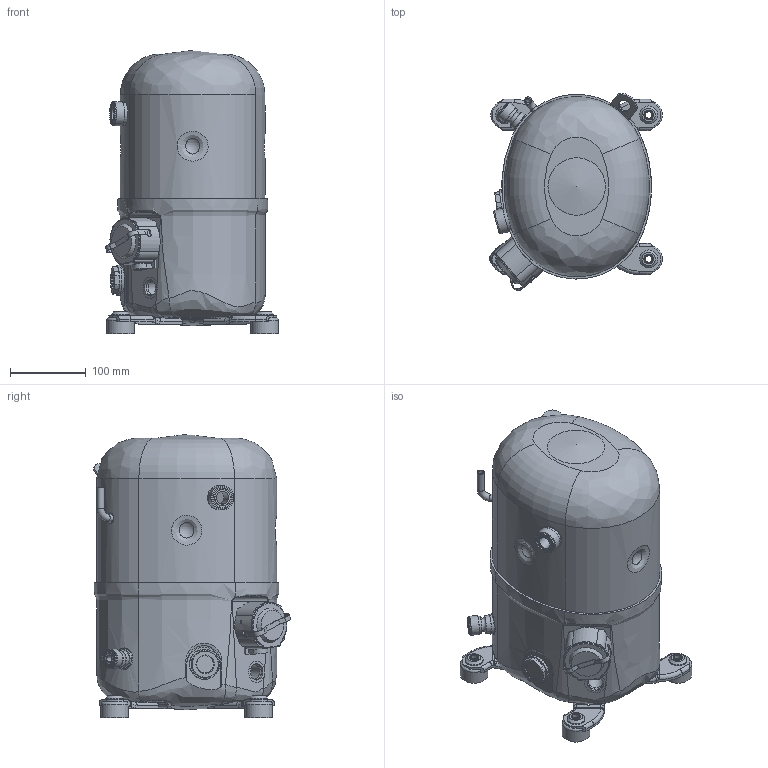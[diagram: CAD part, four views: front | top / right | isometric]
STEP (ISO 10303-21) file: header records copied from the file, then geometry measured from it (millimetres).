
FILE_DESCRIPTION(/* description */ (''),/* implementation_level */ '2;1');
FILE_NAME(/* name */ 'DCFH238_e-m.stp',/* time_stamp */ '2016-09-06T17:03:38+02:00',/* author */ (''),/* organization */ (''),/* preprocessor_version */ 'ST-DEVELOPER v14',/* originating_system */ 'SIEMENS PLM Software NX 8.0',/* authorisation */ '');
FILE_SCHEMA (('CONFIG_CONTROL_DESIGN'));
Length unit declared in the file: millimetre
Products named in the file (1): DCFH238_e-m
Bounding box: 228.74 x 260.28 x 374.38 mm (x, y, z)
Volume: 1056185 mm3; surface area: 750018.8 mm2
Topology: 40 solids, 40 shells, 998 faces, 2375 edges, 1505 vertices
Faces by surface type: plane 336, cylinder 310, bspline 158, torus 108, cone 44, sphere 42
Full cylindrical faces by diameter (mm): 3.18 x6, 3.2 x6, 3.7 x1, 4.2 x6, 4.7 x3, 6.2 x6, 6.45 x2, 6.9 x3, 8 x2, 8.2 x6, 8.61 x2, 8.7 x5, 8.8 x4, 9.6 x3, 9.8 x1, 11 x8, 11.11 x2, 11.2 x2, 12.1 x1, 12.8 x4, 14 x1, 15.5 x1, 16.3 x1, 19 x8, 19.1 x1, 20 x1, 21.8 x1, 21.9 x1, 22.2 x1, 22.23 x2
Entity records: 44593 total; most frequent: CARTESIAN_POINT 23949, DIRECTION 4131, ORIENTED_EDGE 3946, EDGE_CURVE 1973, AXIS2_PLACEMENT_3D 1722, EDGE_LOOP 1412, VERTEX_POINT 1376, ADVANCED_FACE 998
